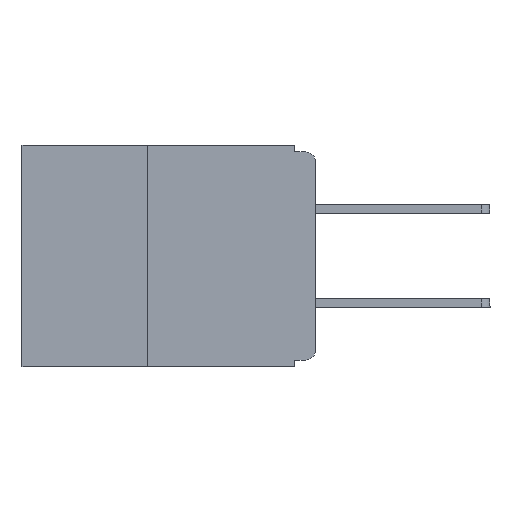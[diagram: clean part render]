
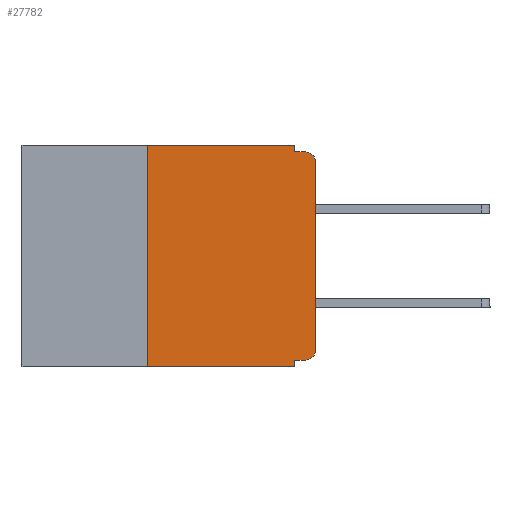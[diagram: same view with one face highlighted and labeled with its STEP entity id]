
A CAD part, left-side view. The second image highlights one B-rep face of the part: STEP entity #27782.
In plain terms, the highlighted planar face has unit normal (-1, 0, 0).
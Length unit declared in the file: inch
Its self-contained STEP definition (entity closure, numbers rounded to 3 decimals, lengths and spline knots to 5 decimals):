
#56 = DIRECTION ( 'NONE',  ( 0., 0., 1. ) ) ;
#681 = VERTEX_POINT ( 'NONE', #20805 ) ;
#1015 = LINE ( 'NONE', #14821, #28047 ) ;
#1081 = DIRECTION ( 'NONE',  ( 0., 1., 0. ) ) ;
#1118 = DIRECTION ( 'NONE',  ( 0., -1., 0. ) ) ;
#1830 = EDGE_CURVE ( 'NONE', #19768, #26226, #12617, .T. ) ;
#2772 = FACE_OUTER_BOUND ( 'NONE', #8453, .T. ) ;
#2939 = ORIENTED_EDGE ( 'NONE', *, *, #26109, .F. ) ;
#3052 = DIRECTION ( 'NONE',  ( 0., 0., -1. ) ) ;
#3180 = CARTESIAN_POINT ( 'NONE',  ( 0., 0.031, -0.33 ) ) ;
#3236 = EDGE_CURVE ( 'NONE', #7944, #24196, #26638, .T. ) ;
#4376 = CARTESIAN_POINT ( 'NONE',  ( 0., 0.031, -0.33 ) ) ;
#4730 = ORIENTED_EDGE ( 'NONE', *, *, #9933, .F. ) ;
#4946 = CARTESIAN_POINT ( 'NONE',  ( 0., 0.015, -0.305 ) ) ;
#5538 = VECTOR ( 'NONE', #56, 39.37008 ) ;
#6328 = CIRCLE ( 'NONE', #22122, 0.015 ) ;
#6390 = CARTESIAN_POINT ( 'NONE',  ( 0., 0.437, 0. ) ) ;
#6493 = ORIENTED_EDGE ( 'NONE', *, *, #14262, .T. ) ;
#6608 = CARTESIAN_POINT ( 'NONE',  ( 0., 0.25, -0.33 ) ) ;
#6681 = ORIENTED_EDGE ( 'NONE', *, *, #30990, .F. ) ;
#6983 = VERTEX_POINT ( 'NONE', #32763 ) ;
#7026 = VERTEX_POINT ( 'NONE', #17031 ) ;
#7677 = DIRECTION ( 'NONE',  ( 0., 0., -1. ) ) ;
#7944 = VERTEX_POINT ( 'NONE', #31250 ) ;
#8443 = CARTESIAN_POINT ( 'NONE',  ( 0., 0., 0. ) ) ;
#8453 = EDGE_LOOP ( 'NONE', ( #13353, #12023, #2939, #16027, #10377, #4730, #6493, #18039, #6681, #34479 ) ) ;
#8562 = CARTESIAN_POINT ( 'NONE',  ( 0., 0.031, 0. ) ) ;
#9180 = DIRECTION ( 'NONE',  ( 1., 0., 0. ) ) ;
#9933 = EDGE_CURVE ( 'NONE', #18524, #20735, #15039, .T. ) ;
#10377 = ORIENTED_EDGE ( 'NONE', *, *, #27725, .F. ) ;
#11580 = EDGE_CURVE ( 'NONE', #7026, #21486, #26963, .T. ) ;
#11806 = VECTOR ( 'NONE', #24861, 39.37008 ) ;
#12007 = EDGE_CURVE ( 'NONE', #681, #7026, #6328, .T. ) ;
#12023 = ORIENTED_EDGE ( 'NONE', *, *, #26305, .T. ) ;
#12463 = LINE ( 'NONE', #14780, #31985 ) ;
#12617 = LINE ( 'NONE', #15284, #18891 ) ;
#13353 = ORIENTED_EDGE ( 'NONE', *, *, #11580, .T. ) ;
#14041 = CARTESIAN_POINT ( 'NONE',  ( 0., 0.031, -0.01 ) ) ;
#14262 = EDGE_CURVE ( 'NONE', #18524, #24196, #1015, .T. ) ;
#14493 = DIRECTION ( 'NONE',  ( -1., 0., 0. ) ) ;
#14780 = CARTESIAN_POINT ( 'NONE',  ( 0., 0., -0.32 ) ) ;
#14821 = CARTESIAN_POINT ( 'NONE',  ( 0., 0.437, -0.33 ) ) ;
#14822 = DIRECTION ( 'NONE',  ( 0., 0., -1. ) ) ;
#15039 = LINE ( 'NONE', #6608, #28303 ) ;
#15284 = CARTESIAN_POINT ( 'NONE',  ( 0., 0.031, 0. ) ) ;
#16027 = ORIENTED_EDGE ( 'NONE', *, *, #1830, .F. ) ;
#17031 = CARTESIAN_POINT ( 'NONE',  ( 0., 0., -0.305 ) ) ;
#18039 = ORIENTED_EDGE ( 'NONE', *, *, #3236, .F. ) ;
#18524 = VERTEX_POINT ( 'NONE', #24809 ) ;
#18891 = VECTOR ( 'NONE', #14822, 39.37008 ) ;
#19768 = VERTEX_POINT ( 'NONE', #8562 ) ;
#20735 = VERTEX_POINT ( 'NONE', #34275 ) ;
#20805 = CARTESIAN_POINT ( 'NONE',  ( 0., 0.015, -0.32 ) ) ;
#21486 = VERTEX_POINT ( 'NONE', #30732 ) ;
#22122 = AXIS2_PLACEMENT_3D ( 'NONE', #4946, #23783, #7677 ) ;
#22189 = CARTESIAN_POINT ( 'NONE',  ( 0., 0.437, 0. ) ) ;
#22524 = PLANE ( 'NONE',  #32541 ) ;
#22738 = DIRECTION ( 'NONE',  ( 0., 0., 1. ) ) ;
#23450 = AXIS2_PLACEMENT_3D ( 'NONE', #30378, #14493, #32985 ) ;
#23783 = DIRECTION ( 'NONE',  ( -1., 0., 0. ) ) ;
#24162 = DIRECTION ( 'NONE',  ( 0., -1., 0. ) ) ;
#24196 = VERTEX_POINT ( 'NONE', #4376 ) ;
#24705 = LINE ( 'NONE', #31982, #30916 ) ;
#24809 = CARTESIAN_POINT ( 'NONE',  ( 0., 0.25, -0.33 ) ) ;
#24861 = DIRECTION ( 'NONE',  ( 0., -1., 0. ) ) ;
#25811 = VECTOR ( 'NONE', #3052, 39.37008 ) ;
#26109 = EDGE_CURVE ( 'NONE', #26226, #6983, #24705, .T. ) ;
#26226 = VERTEX_POINT ( 'NONE', #14041 ) ;
#26305 = EDGE_CURVE ( 'NONE', #21486, #6983, #31303, .T. ) ;
#26638 = LINE ( 'NONE', #3180, #25811 ) ;
#26963 = LINE ( 'NONE', #8443, #5538 ) ;
#27725 = EDGE_CURVE ( 'NONE', #20735, #19768, #32983, .T. ) ;
#27782 = ADVANCED_FACE ( 'NONE', ( #2772 ), #22524, .F. ) ;
#27855 = DIRECTION ( 'NONE',  ( 0., 0., -1. ) ) ;
#28047 = VECTOR ( 'NONE', #1118, 39.37008 ) ;
#28303 = VECTOR ( 'NONE', #22738, 39.37008 ) ;
#30378 = CARTESIAN_POINT ( 'NONE',  ( 0., 0.015, -0.025 ) ) ;
#30732 = CARTESIAN_POINT ( 'NONE',  ( 0., 0., -0.025 ) ) ;
#30916 = VECTOR ( 'NONE', #24162, 39.37008 ) ;
#30990 = EDGE_CURVE ( 'NONE', #681, #7944, #12463, .T. ) ;
#31250 = CARTESIAN_POINT ( 'NONE',  ( 0., 0.031, -0.32 ) ) ;
#31303 = CIRCLE ( 'NONE', #23450, 0.015 ) ;
#31982 = CARTESIAN_POINT ( 'NONE',  ( 0., 0., -0.01 ) ) ;
#31985 = VECTOR ( 'NONE', #1081, 39.37008 ) ;
#32541 = AXIS2_PLACEMENT_3D ( 'NONE', #6390, #9180, #27855 ) ;
#32763 = CARTESIAN_POINT ( 'NONE',  ( 0., 0.015, -0.01 ) ) ;
#32983 = LINE ( 'NONE', #22189, #11806 ) ;
#32985 = DIRECTION ( 'NONE',  ( 0., 0., -1. ) ) ;
#34275 = CARTESIAN_POINT ( 'NONE',  ( 0., 0.25, 0. ) ) ;
#34479 = ORIENTED_EDGE ( 'NONE', *, *, #12007, .T. ) ;
